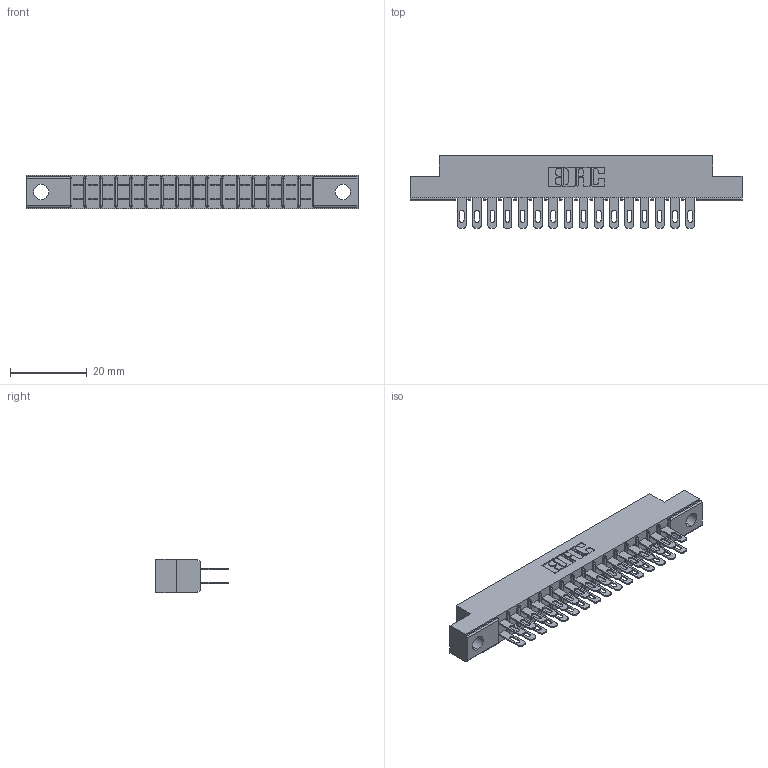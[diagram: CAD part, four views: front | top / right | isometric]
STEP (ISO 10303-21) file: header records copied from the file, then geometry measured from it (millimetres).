
FILE_DESCRIPTION (( 'STEP AP203' ), '1' );
FILE_NAME ('315-032-500-204.STEP', '2019-09-10T15:33:12', ( '' ), ( '' ), 'SwSTEP 2.0', 'SolidWorks 2016', '' );
FILE_SCHEMA (( 'CONFIG_CONTROL_DESIGN' ));
Length unit declared in the file: inch
Products named in the file (3): 315-032-500-204; 305 Part_.156 Dia; 305-290-001_500
Assembly tree (33 placements, depth 2):
  315-032-500-204
    305 Part_.156 Dia
    305-290-001_500  x32
Bounding box: 86.41 x 18.85 x 8.71 mm (x, y, z)
Volume: 5425.4 mm3; surface area: 10347 mm2
Topology: 33 solids, 33 shells, 1730 faces, 4944 edges, 3208 vertices
Faces by surface type: plane 978, cylinder 688, sphere 64
Entity records: 20929 total; most frequent: CARTESIAN_POINT 3468, ORIENTED_EDGE 3436, DIRECTION 3370, EDGE_CURVE 1718, VECTOR 1366, LINE 1366, VERTEX_POINT 1100, AXIS2_PLACEMENT_3D 1002
